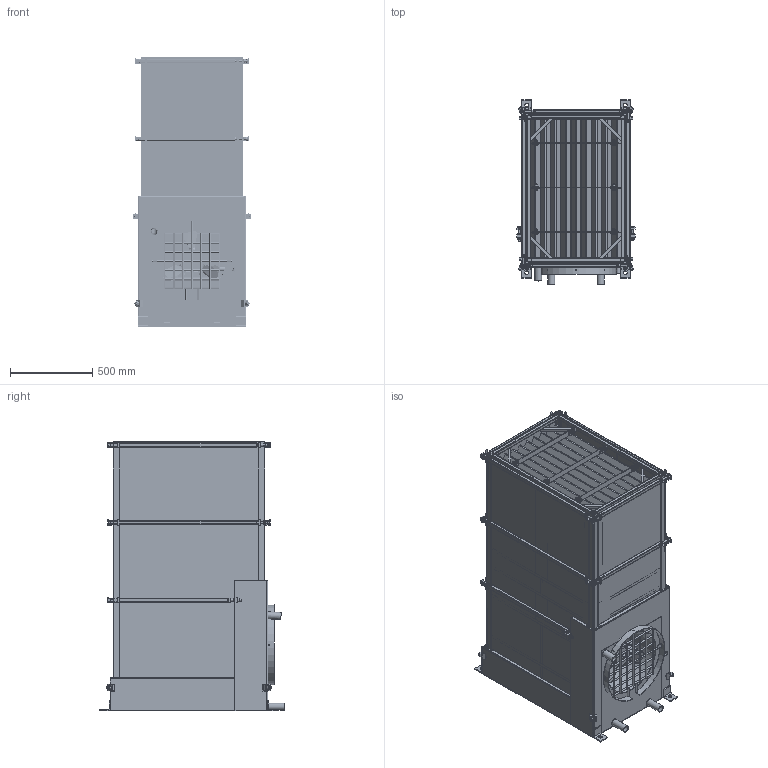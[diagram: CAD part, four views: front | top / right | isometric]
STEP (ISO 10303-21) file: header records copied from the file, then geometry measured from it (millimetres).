
FILE_DESCRIPTION(('STEP AP242'), '1');
FILE_NAME('ÒÝÏ-103.00.000 ÑÁ Ãðàäèðíÿ Ðîñèíêà-5', '', ('UNSPECIFIED'), ('UNSPECIFIED'), 'C3D Converter', 'C3D Toolkit', '');
FILE_SCHEMA(('AP242_MANAGED_MODEL_BASED_3D_ENGINEERING_MIM_LF { 1 0 10303 442 1 1 4 }'));
Length unit declared in the file: millimetre
Products named in the file (94): ТЭП-103.00.000 СБ; ТЭП-103.01.000; ТЭП-103.01.100; ТЭП-103.01.111-01; ТЭП-103.01.111; ТЭП-103.01.111-02; ТЭП-103.01.111-05; ТЭП-103.01.111-03; ТЭП-103.01.111-04; ТЭП-103.01.102; ТЭП-103.01.101; ТЭП-103.01.103; ТЭП-103.01.105-03; ТЭП-103.01.105-01; ТЭП-103.01.105-02; ТЭП-103.01.105; ТЭП-103.01.200; ТЭП-103.01.202; ТЭП-103.01.201; ТЭП-103.01.203; ТЭП-103.01.214; ТЭП-103.01.216; ТЭП-103.01.216-01; ТЭП-103.01.214-01; ТЭП-103.01.204; ТЭП-103.01.215; ТЭП-103.01.209; ТЭП-103.01.206; ТЭП-103.01.213; ТЭП-103.01.212; ТЭП-103.01.211; ТЭП-103.01.208; ТЭП-103.01.207; ТЭП-103.01.205; ТЭП-103.01.218; ТЭП-103.01.217; ТЭП-103.01.300; ТЭП-103.01.302; ТЭП-103.01.303; ТЭП-103.01.301 ...
Assembly tree (395 placements, depth 4):
  ТЭП-103.00.000 СБ
    ТЭП-103.01.000
      ТЭП-103.01.100
        ТЭП-103.01.111-01  x12
        ТЭП-103.01.111  x4
        ТЭП-103.01.111-02  x9
        ТЭП-103.01.111-05  x2
        ТЭП-103.01.111-03  x2
        ТЭП-103.01.111-04  x2
        ТЭП-103.01.102  x2
        ТЭП-103.01.101
        ТЭП-103.01.103  x4
        ТЭП-103.01.105-03  x6
        ТЭП-103.01.105-01  x2
        ТЭП-103.01.105-02  x8
        ТЭП-103.01.105  x2
      ТЭП-103.01.200
        ТЭП-103.01.202
        ТЭП-103.01.201
        ТЭП-103.01.203  x2
        ТЭП-103.01.214
        ТЭП-103.01.216
        ТЭП-103.01.216-01
        ТЭП-103.01.214-01
        ТЭП-103.01.204
        ТЭП-103.01.215
        ТЭП-103.01.209
        ТЭП-103.01.206  x2
        ТЭП-103.01.213
        ТЭП-103.01.212  x2
        ТЭП-103.01.211  x2
        ТЭП-103.01.208
        ТЭП-103.01.207  x2
        ТЭП-103.01.205  x4
        ТЭП-103.01.218  x2
        ТЭП-103.01.217  x4
      ТЭП-103.01.300
        ТЭП-103.01.302
        ТЭП-103.01.303
        ТЭП-103.01.301
        ТЭП-103.01.304  x3
        ТЭП-103.01.305
      ТЭП-103.01.003  x12
      ТЭП-103.01.004  x7
      ТЭП-103.01.002  x6
      ТЭП-103.01.001
    ТЭП-103.02.000  x2
      ТЭП-103.02.001
      ТЭП-103.02.002
    (unnamed)  x3
      KORPUS_SOPLA
      KRYSHKA_SOPLA
    ТЭП-103.03.000  x2
      ТЭП-103.02.001
      ТЭП-103.02.002
    ТЭП-103.05.000  x5
      ТЭП-103.05.001
      (unnamed)
    ТЭП-103.04.000  x4
      ТЭП-103.04.001
Bounding box: 720 x 1123 x 1639 mm (x, y, z)
Volume: 47555864.8 mm3; surface area: 43532985.1 mm2
Topology: 401 solids, 401 shells, 5366 faces, 12715 edges, 8190 vertices
Faces by surface type: plane 3136, cylinder 1636, torus 259, cone 252, bspline 65, extrusion 18
Full cylindrical faces by diameter (mm): 3.35 x6, 4.917 x4, 6 x4, 6.4 x4, 7 x12, 8 x4, 10 x16, 10.106 x36, 11 x3, 12 x27, 13 x24, 13.835 x8, 14 x31, 16 x4, 18 x4, 21.8 x5, 22 x4, 24.1 x3, 25 x3, 26.441 x3, 26.8 x5, 27 x3, 28 x1, 29 x1, 30.3 x3, 33 x3, 35 x3, 36.7 x4, 37 x24, 37.3 x1
Entity records: 69054 total; most frequent: CARTESIAN_POINT 19954, DIRECTION 7256, ORIENTED_EDGE 5810, EDGE_CURVE 2905, AXIS2_PLACEMENT_3D 2754, VERTEX_POINT 1911, VECTOR 1748, LINE 1730
